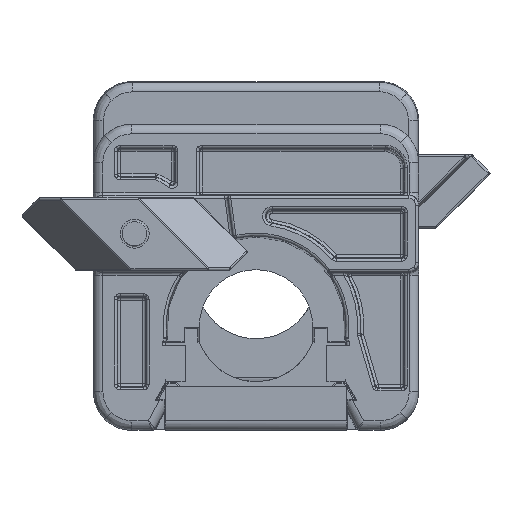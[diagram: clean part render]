
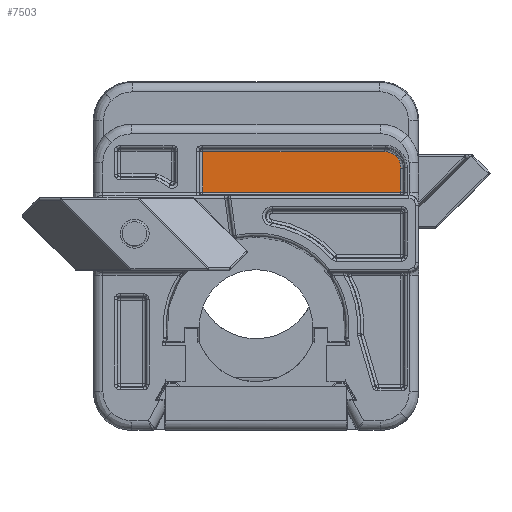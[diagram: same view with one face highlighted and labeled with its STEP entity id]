
A CAD part, top view. The second image highlights one B-rep face of the part: STEP entity #7503.
In plain terms, the highlighted face is planar.
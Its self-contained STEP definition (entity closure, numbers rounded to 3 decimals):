
#91=(
BOUNDED_CURVE()
B_SPLINE_CURVE(3,(#12104,#12105,#12106,#12107,#12108,#12109),
 .UNSPECIFIED.,.F.,.F.)
B_SPLINE_CURVE_WITH_KNOTS((4,2,4),(0.,0.393,0.785),
 .UNSPECIFIED.)
CURVE()
GEOMETRIC_REPRESENTATION_ITEM()
RATIONAL_B_SPLINE_CURVE((1.,1.,1.,1.,1.,1.))
REPRESENTATION_ITEM('')
);
#100=(
BOUNDED_CURVE()
B_SPLINE_CURVE(3,(#13533,#13534,#13535,#13536,#13537,#13538),
 .UNSPECIFIED.,.F.,.F.)
B_SPLINE_CURVE_WITH_KNOTS((4,2,4),(5.498,5.891,6.283),
 .UNSPECIFIED.)
CURVE()
GEOMETRIC_REPRESENTATION_ITEM()
RATIONAL_B_SPLINE_CURVE((1.,1.,1.,1.,1.,1.))
REPRESENTATION_ITEM('')
);
#444=PLANE('',#8256);
#865=LINE('',#13528,#1428);
#866=LINE('',#13530,#1429);
#867=LINE('',#13532,#1430);
#868=LINE('',#13539,#1431);
#1428=VECTOR('',#9903,1000.);
#1429=VECTOR('',#9904,1000.);
#1430=VECTOR('',#9905,1000.);
#1431=VECTOR('',#9906,1000.);
#1967=FACE_OUTER_BOUND('',#2458,.T.);
#2458=EDGE_LOOP('',(#5932,#5933,#5934,#5935,#5936,#5937));
#3346=VERTEX_POINT('',#12102);
#3347=VERTEX_POINT('',#12103);
#3643=VERTEX_POINT('',#13526);
#3644=VERTEX_POINT('',#13527);
#3645=VERTEX_POINT('',#13529);
#3646=VERTEX_POINT('',#13531);
#4095=EDGE_CURVE('',#3346,#3347,#91,.T.);
#4479=EDGE_CURVE('',#3643,#3644,#865,.T.);
#4480=EDGE_CURVE('',#3644,#3645,#866,.T.);
#4481=EDGE_CURVE('',#3645,#3646,#867,.T.);
#4482=EDGE_CURVE('',#3646,#3346,#100,.T.);
#4483=EDGE_CURVE('',#3347,#3643,#868,.T.);
#5932=ORIENTED_EDGE('',*,*,#4479,.T.);
#5933=ORIENTED_EDGE('',*,*,#4480,.T.);
#5934=ORIENTED_EDGE('',*,*,#4481,.T.);
#5935=ORIENTED_EDGE('',*,*,#4482,.T.);
#5936=ORIENTED_EDGE('',*,*,#4095,.T.);
#5937=ORIENTED_EDGE('',*,*,#4483,.T.);
#7503=ADVANCED_FACE('',(#1967),#444,.T.);
#8256=AXIS2_PLACEMENT_3D('',#13525,#9901,#9902);
#9901=DIRECTION('center_axis',(0.,-1.,0.));
#9902=DIRECTION('ref_axis',(0.,0.,-1.));
#9903=DIRECTION('',(0.,0.,-1.));
#9904=DIRECTION('',(1.,0.,0.));
#9905=DIRECTION('',(0.,0.,1.));
#9906=DIRECTION('',(-1.,0.,0.));
#12102=CARTESIAN_POINT('',(14.546,6.7,12.546));
#12103=CARTESIAN_POINT('',(13.344,6.7,13.044));
#12104=CARTESIAN_POINT('Ctrl Pts',(14.546,6.7,12.546));
#12105=CARTESIAN_POINT('Ctrl Pts',(14.389,6.7,12.704));
#12106=CARTESIAN_POINT('Ctrl Pts',(14.2,6.7,12.83));
#12107=CARTESIAN_POINT('Ctrl Pts',(13.789,6.7,13.));
#12108=CARTESIAN_POINT('Ctrl Pts',(13.567,6.7,13.044));
#12109=CARTESIAN_POINT('Ctrl Pts',(13.344,6.7,13.044));
#13525=CARTESIAN_POINT('Origin',(0.,6.7,0.));
#13526=CARTESIAN_POINT('',(-5.544,6.7,13.044));
#13527=CARTESIAN_POINT('',(-5.544,6.7,8.856));
#13528=CARTESIAN_POINT('',(-5.544,6.7,8.558));
#13529=CARTESIAN_POINT('',(15.044,6.7,8.856));
#13530=CARTESIAN_POINT('',(0.,6.7,8.856));
#13531=CARTESIAN_POINT('',(15.044,6.7,11.344));
#13532=CARTESIAN_POINT('',(15.044,6.7,11.342));
#13533=CARTESIAN_POINT('Ctrl Pts',(15.044,6.7,11.344));
#13534=CARTESIAN_POINT('Ctrl Pts',(15.044,6.7,11.567));
#13535=CARTESIAN_POINT('Ctrl Pts',(15.,6.7,11.789));
#13536=CARTESIAN_POINT('Ctrl Pts',(14.83,6.7,12.2));
#13537=CARTESIAN_POINT('Ctrl Pts',(14.704,6.7,12.389));
#13538=CARTESIAN_POINT('Ctrl Pts',(14.546,6.7,12.546));
#13539=CARTESIAN_POINT('',(-5.842,6.7,13.044));
